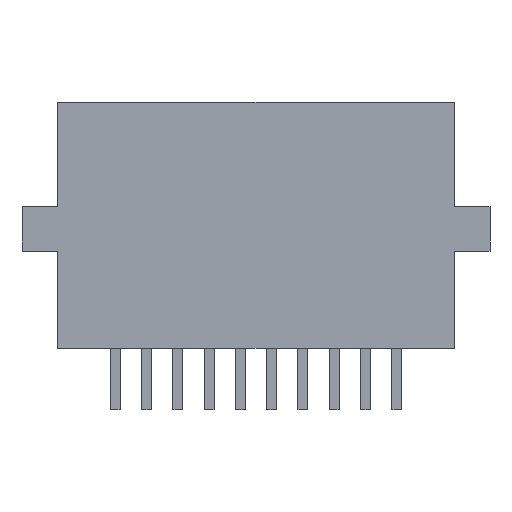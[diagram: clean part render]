
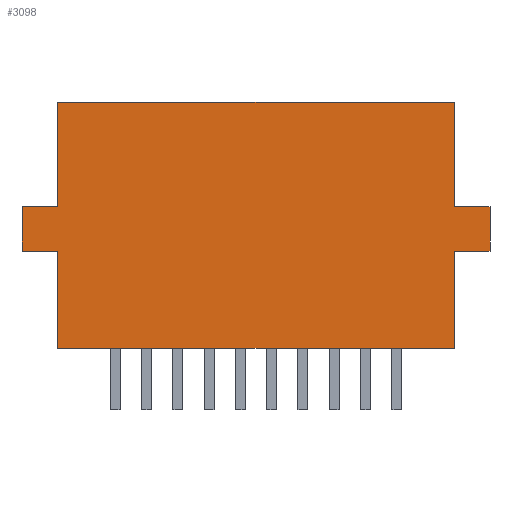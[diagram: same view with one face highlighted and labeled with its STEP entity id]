
A CAD part, front view. The second image highlights one B-rep face of the part: STEP entity #3098.
In plain terms, the highlighted planar face has unit normal (0, -1, 0).
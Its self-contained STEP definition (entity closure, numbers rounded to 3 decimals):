
#3062 = EDGE_CURVE('',#3063,#3065,#3067,.T.);
#3063 = VERTEX_POINT('',#3064);
#3064 = CARTESIAN_POINT('',(-9.5,-3.6,3.95));
#3065 = VERTEX_POINT('',#3066);
#3066 = CARTESIAN_POINT('',(-9.5,-3.6,5.75));
#3067 = LINE('',#3068,#3069);
#3068 = CARTESIAN_POINT('',(-9.5,-3.6,0.));
#3069 = VECTOR('',#3070,1.);
#3070 = DIRECTION('',(0.,0.,1.));
#3098 = ADVANCED_FACE('',(#3099),#3188,.F.);
#3099 = FACE_BOUND('',#3100,.F.);
#3100 = EDGE_LOOP('',(#3101,#3111,#3119,#3125,#3126,#3134,#3142,#3150,
    #3158,#3166,#3174,#3182));
#3101 = ORIENTED_EDGE('',*,*,#3102,.F.);
#3102 = EDGE_CURVE('',#3103,#3105,#3107,.T.);
#3103 = VERTEX_POINT('',#3104);
#3104 = CARTESIAN_POINT('',(-8.05,-3.6,0.));
#3105 = VERTEX_POINT('',#3106);
#3106 = CARTESIAN_POINT('',(8.05,-3.6,0.));
#3107 = LINE('',#3108,#3109);
#3108 = CARTESIAN_POINT('',(-9.5,-3.6,0.));
#3109 = VECTOR('',#3110,1.);
#3110 = DIRECTION('',(1.,0.,0.));
#3111 = ORIENTED_EDGE('',*,*,#3112,.F.);
#3112 = EDGE_CURVE('',#3113,#3103,#3115,.T.);
#3113 = VERTEX_POINT('',#3114);
#3114 = CARTESIAN_POINT('',(-8.05,-3.6,3.95));
#3115 = LINE('',#3116,#3117);
#3116 = CARTESIAN_POINT('',(-8.05,-3.6,-0.025));
#3117 = VECTOR('',#3118,1.);
#3118 = DIRECTION('',(0.,0.,-1.));
#3119 = ORIENTED_EDGE('',*,*,#3120,.F.);
#3120 = EDGE_CURVE('',#3063,#3113,#3121,.T.);
#3121 = LINE('',#3122,#3123);
#3122 = CARTESIAN_POINT('',(-9.525,-3.6,3.95));
#3123 = VECTOR('',#3124,1.);
#3124 = DIRECTION('',(1.,0.,0.));
#3125 = ORIENTED_EDGE('',*,*,#3062,.T.);
#3126 = ORIENTED_EDGE('',*,*,#3127,.T.);
#3127 = EDGE_CURVE('',#3065,#3128,#3130,.T.);
#3128 = VERTEX_POINT('',#3129);
#3129 = CARTESIAN_POINT('',(-8.05,-3.6,5.75));
#3130 = LINE('',#3131,#3132);
#3131 = CARTESIAN_POINT('',(-9.525,-3.6,5.75));
#3132 = VECTOR('',#3133,1.);
#3133 = DIRECTION('',(1.,0.,0.));
#3134 = ORIENTED_EDGE('',*,*,#3135,.F.);
#3135 = EDGE_CURVE('',#3136,#3128,#3138,.T.);
#3136 = VERTEX_POINT('',#3137);
#3137 = CARTESIAN_POINT('',(-8.05,-3.6,10.));
#3138 = LINE('',#3139,#3140);
#3139 = CARTESIAN_POINT('',(-8.05,-3.6,2.875));
#3140 = VECTOR('',#3141,1.);
#3141 = DIRECTION('',(0.,0.,-1.));
#3142 = ORIENTED_EDGE('',*,*,#3143,.T.);
#3143 = EDGE_CURVE('',#3136,#3144,#3146,.T.);
#3144 = VERTEX_POINT('',#3145);
#3145 = CARTESIAN_POINT('',(8.05,-3.6,10.));
#3146 = LINE('',#3147,#3148);
#3147 = CARTESIAN_POINT('',(-9.5,-3.6,10.));
#3148 = VECTOR('',#3149,1.);
#3149 = DIRECTION('',(1.,0.,0.));
#3150 = ORIENTED_EDGE('',*,*,#3151,.T.);
#3151 = EDGE_CURVE('',#3144,#3152,#3154,.T.);
#3152 = VERTEX_POINT('',#3153);
#3153 = CARTESIAN_POINT('',(8.05,-3.6,5.75));
#3154 = LINE('',#3155,#3156);
#3155 = CARTESIAN_POINT('',(8.05,-3.6,2.875));
#3156 = VECTOR('',#3157,1.);
#3157 = DIRECTION('',(0.,0.,-1.));
#3158 = ORIENTED_EDGE('',*,*,#3159,.T.);
#3159 = EDGE_CURVE('',#3152,#3160,#3162,.T.);
#3160 = VERTEX_POINT('',#3161);
#3161 = CARTESIAN_POINT('',(9.5,-3.6,5.75));
#3162 = LINE('',#3163,#3164);
#3163 = CARTESIAN_POINT('',(-0.725,-3.6,5.75));
#3164 = VECTOR('',#3165,1.);
#3165 = DIRECTION('',(1.,0.,0.));
#3166 = ORIENTED_EDGE('',*,*,#3167,.F.);
#3167 = EDGE_CURVE('',#3168,#3160,#3170,.T.);
#3168 = VERTEX_POINT('',#3169);
#3169 = CARTESIAN_POINT('',(9.5,-3.6,3.95));
#3170 = LINE('',#3171,#3172);
#3171 = CARTESIAN_POINT('',(9.5,-3.6,0.));
#3172 = VECTOR('',#3173,1.);
#3173 = DIRECTION('',(0.,0.,1.));
#3174 = ORIENTED_EDGE('',*,*,#3175,.F.);
#3175 = EDGE_CURVE('',#3176,#3168,#3178,.T.);
#3176 = VERTEX_POINT('',#3177);
#3177 = CARTESIAN_POINT('',(8.05,-3.6,3.95));
#3178 = LINE('',#3179,#3180);
#3179 = CARTESIAN_POINT('',(-0.725,-3.6,3.95));
#3180 = VECTOR('',#3181,1.);
#3181 = DIRECTION('',(1.,0.,0.));
#3182 = ORIENTED_EDGE('',*,*,#3183,.T.);
#3183 = EDGE_CURVE('',#3176,#3105,#3184,.T.);
#3184 = LINE('',#3185,#3186);
#3185 = CARTESIAN_POINT('',(8.05,-3.6,-0.025));
#3186 = VECTOR('',#3187,1.);
#3187 = DIRECTION('',(0.,0.,-1.));
#3188 = PLANE('',#3189);
#3189 = AXIS2_PLACEMENT_3D('',#3190,#3191,#3192);
#3190 = CARTESIAN_POINT('',(-9.5,-3.6,0.));
#3191 = DIRECTION('',(0.,1.,0.));
#3192 = DIRECTION('',(0.,0.,1.));
